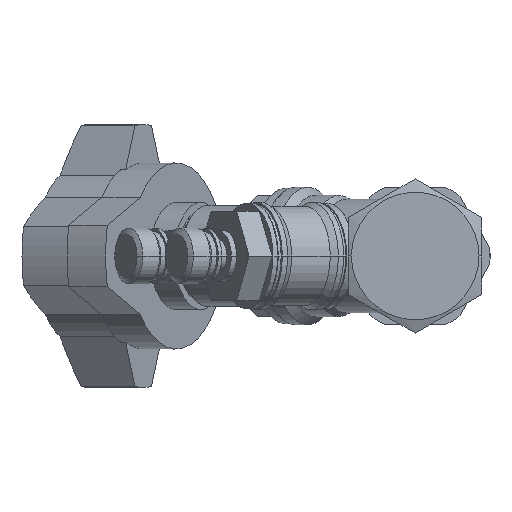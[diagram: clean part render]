
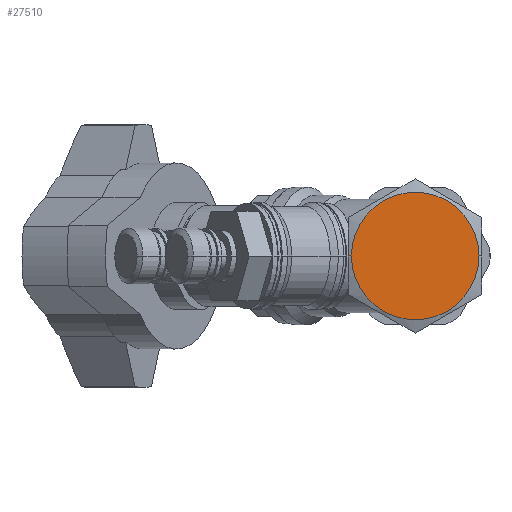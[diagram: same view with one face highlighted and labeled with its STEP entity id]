
A CAD part, left-side view. The second image highlights one B-rep face of the part: STEP entity #27510.
In plain terms, the highlighted planar face has unit normal (-1, 0, 0).
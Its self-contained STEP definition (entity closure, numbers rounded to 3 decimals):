
#11333=CARTESIAN_POINT('',(-113.5,0.,0.));
#11334=DIRECTION('',(-1.,0.,0.));
#11335=DIRECTION('',(0.,1.,0.));
#11336=AXIS2_PLACEMENT_3D('',#11333,#11334,#11335);
#11338=CARTESIAN_POINT('',(-113.5,0.,0.));
#11339=DIRECTION('',(-1.,0.,0.));
#11340=DIRECTION('',(0.,-1.,0.));
#11341=AXIS2_PLACEMENT_3D('',#11338,#11339,#11340);
#12711=CARTESIAN_POINT('',(-113.5,-15.75,0.));
#12713=VERTEX_POINT('',#12711);
#12715=CARTESIAN_POINT('',(-113.5,15.75,0.));
#12717=VERTEX_POINT('',#12715);
#27501=CARTESIAN_POINT('',(-113.5,0.,-19.053));
#27502=DIRECTION('',(-1.,0.,0.));
#27503=DIRECTION('',(0.,0.,-1.));
#27504=AXIS2_PLACEMENT_3D('',#27501,#27502,#27503);
#27505=PLANE('',#27504);
#27506=ORIENTED_EDGE('',*,*,#27417,.F.);
#27507=ORIENTED_EDGE('',*,*,#27441,.F.);
#27508=EDGE_LOOP('',(#27506,#27507));
#27509=FACE_OUTER_BOUND('',#27508,.F.);
#27510=ADVANCED_FACE('',(#27509),#27505,.T.);
#11337=CIRCLE('',#11336,15.75);
#11342=CIRCLE('',#11341,15.75);
#27417=EDGE_CURVE('',#12717,#12713,#11337,.T.);
#27441=EDGE_CURVE('',#12713,#12717,#11342,.T.);
